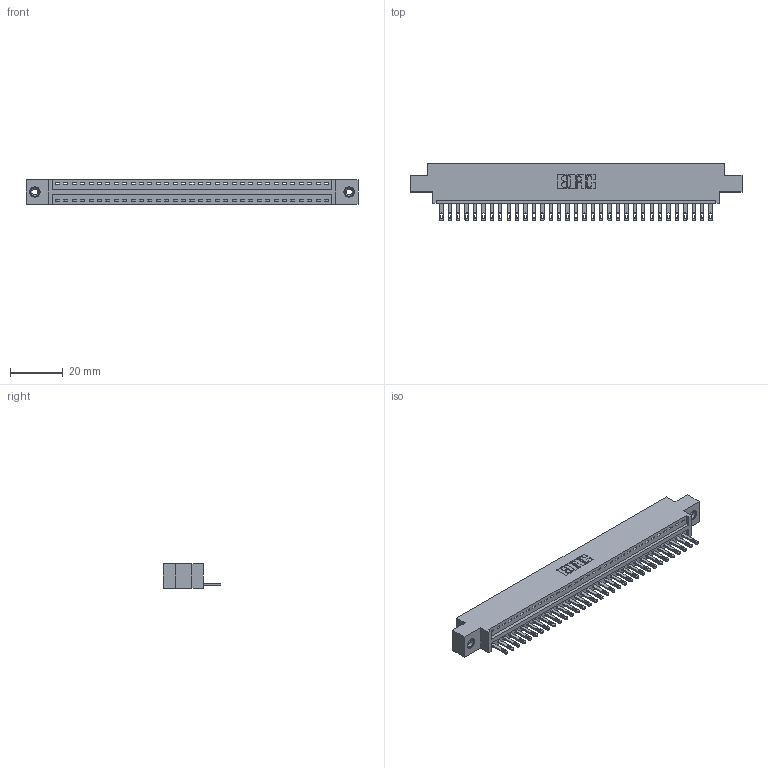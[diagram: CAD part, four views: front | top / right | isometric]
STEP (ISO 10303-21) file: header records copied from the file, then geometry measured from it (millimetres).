
FILE_DESCRIPTION (( 'STEP AP203' ), '1' );
FILE_NAME ('346-033-500-608.STEP', '2018-08-23T11:42:53', ( '' ), ( '' ), 'SwSTEP 2.0', 'SolidWorks 2016', '' );
FILE_SCHEMA (( 'CONFIG_CONTROL_DESIGN' ));
Length unit declared in the file: inch
Products named in the file (4): 346 Part_0.170 Offset - 0.156 Dia-TI; 345-292-001_345-293-100; 345-250-001_345-250-003-102; 346-033-500-608
Assembly tree (36 placements, depth 2):
  346-033-500-608
    346 Part_0.170 Offset - 0.156 Dia-TI
    345-292-001_345-293-100  x33
    345-250-001_345-250-003-102  x2
Bounding box: 125.35 x 21.84 x 9.4 mm (x, y, z)
Volume: 11796 mm3; surface area: 14905.3 mm2
Topology: 36 solids, 36 shells, 1968 faces, 6021 edges, 4006 vertices
Faces by surface type: plane 1234, cylinder 718, cone 12, torus 4
Entity records: 22940 total; most frequent: CARTESIAN_POINT 3918, ORIENTED_EDGE 3878, DIRECTION 3495, EDGE_CURVE 1939, LINE 1651, VECTOR 1651, VERTEX_POINT 1288, AXIS2_PLACEMENT_3D 922
